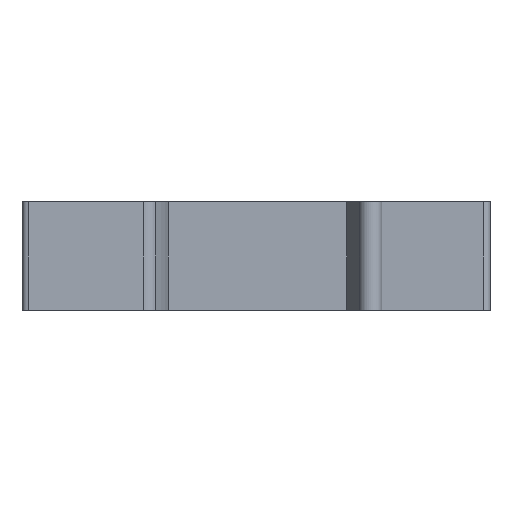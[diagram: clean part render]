
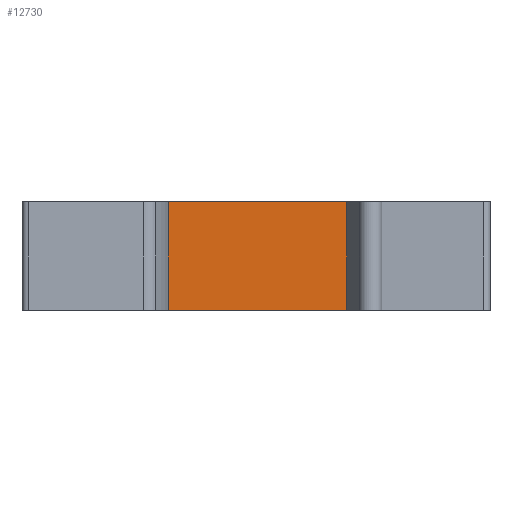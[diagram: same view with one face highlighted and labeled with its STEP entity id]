
A CAD part, front view. The second image highlights one B-rep face of the part: STEP entity #12730.
In plain terms, the highlighted planar face has unit normal (0, -1, 0).
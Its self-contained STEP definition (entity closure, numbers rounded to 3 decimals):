
#6130=CARTESIAN_POINT('',(-7.3,-5.8,
0.));
#6140=DIRECTION('',(0.,0.,-1.));
#6150=VECTOR('',#6140,1.);
#6160=LINE('',#6130,#6150);
#6170=CARTESIAN_POINT('',(-7.3,-5.8,
3.5));
#6180=VERTEX_POINT('',#6170);
#6190=CARTESIAN_POINT('',(-7.3,-5.8,
-4.65));
#6200=VERTEX_POINT('',#6190);
#6210=EDGE_CURVE('',#6180,#6200,#6160,.T.);
#9610=CARTESIAN_POINT('',(7.5,-5.8,3.5));
#9620=VERTEX_POINT('',#9610);
#9700=CARTESIAN_POINT('',(7.5,-5.8,-4.65));
#9710=VERTEX_POINT('',#9700);
#9740=CARTESIAN_POINT('',(7.5,-5.8,0.));
#9750=DIRECTION('',(0.,0.,1.));
#9760=VECTOR('',#9750,1.);
#9770=LINE('',#9740,#9760);
#9780=EDGE_CURVE('',#9710,#9620,#9770,.T.);
#12520=CARTESIAN_POINT('',(-6.07,-5.8,0.
));
#12530=DIRECTION('',(-0.,-1.,0.));
#12540=DIRECTION('',(-1.,0.,0.));
#12550=AXIS2_PLACEMENT_3D('',#12520,#12530,#12540);
#12560=PLANE('',#12550);
#12570=CARTESIAN_POINT('',(6.381,-5.8,
3.5));
#12580=DIRECTION('',(-1.,0.,0.));
#12590=VECTOR('',#12580,1.);
#12600=LINE('',#12570,#12590);
#12610=EDGE_CURVE('',#9620,#6180,#12600,.T.);
#12620=ORIENTED_EDGE('',*,*,#12610,.T.);
#12630=ORIENTED_EDGE('',*,*,#9780,.T.);
#12640=CARTESIAN_POINT('',(6.381,-5.8,
-4.65));
#12650=DIRECTION('',(-1.,0.,0.));
#12660=VECTOR('',#12650,1.);
#12670=LINE('',#12640,#12660);
#12680=EDGE_CURVE('',#9710,#6200,#12670,.T.);
#12690=ORIENTED_EDGE('',*,*,#12680,.F.);
#12700=ORIENTED_EDGE('',*,*,#6210,.T.);
#12710=EDGE_LOOP('',(#12700,#12690,#12630,#12620));
#12720=FACE_OUTER_BOUND('',#12710,.T.);
#12730=ADVANCED_FACE('',(#12720),#12560,.T.);
